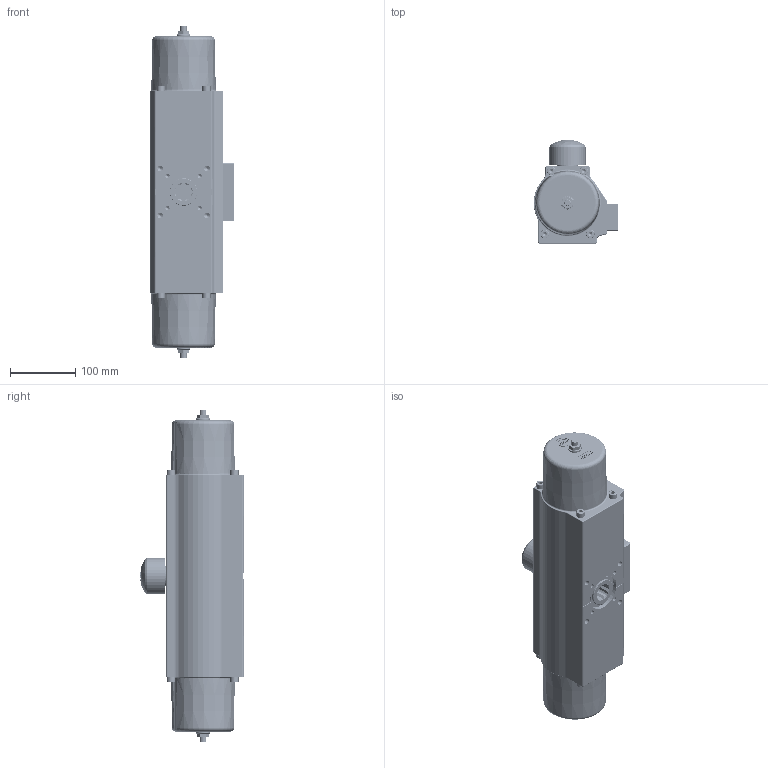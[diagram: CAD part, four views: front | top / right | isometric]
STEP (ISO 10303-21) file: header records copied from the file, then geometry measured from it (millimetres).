
FILE_DESCRIPTION(/* description */ (''),/* implementation_level */ '2;1');
FILE_NAME(/* name */ 'EB9_1 - SYS F07_F10.stp',/* time_stamp */ '2017-11-22T08:05:31+01:00',/* author */ ('Brumpreuksch'),/* organization */ (''),/* preprocessor_version */ 'ST-DEVELOPER v16.5',/* originating_system */ 'Autodesk Inventor 2017',/* authorisation */ '');
FILE_SCHEMA (('AUTOMOTIVE_DESIGN { 1 0 10303 214 3 1 1 }'));
Products named in the file (1): EB9_1 - SYS F07_F10
Bounding box: 130 x 159 x 510 mm (x, y, z)
Volume: 2877245.6 mm3; surface area: 802840.6 mm2
Topology: 1 solids, 50 shells, 4425 faces, 10867 edges, 6494 vertices
Faces by surface type: plane 1248, cylinder 1125, bspline 1119, torus 526, cone 251, sphere 156
Full cylindrical faces by diameter (mm): 2 x10, 2.5 x2, 3 x4, 4.134 x8, 4.2 x1, 4.917 x3, 5.5 x1, 6 x6, 6.6 x2, 6.647 x12, 8 x8, 8.376 x4, 9 x8, 10 x16, 11 x2, 11.45 x2, 12 x2, 13 x8, 16.5 x1, 18 x3, 19 x1, 20 x5, 20.1 x1, 20.12 x1, 20.5 x4, 21 x2, 24 x2, 24.2 x3, 27.5 x1, 28 x3
Entity records: 165905 total; most frequent: CARTESIAN_POINT 64611, ORIENTED_EDGE 20436, DIRECTION 19315, EDGE_CURVE 10200, AXIS2_PLACEMENT_3D 7864, VERTEX_POINT 6294, EDGE_LOOP 5046, FACE_OUTER_BOUND 4425
